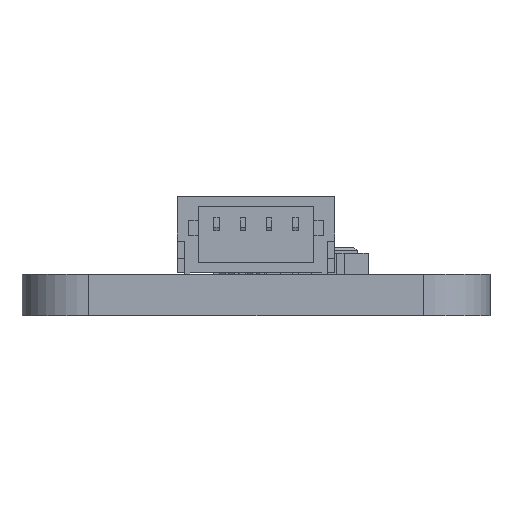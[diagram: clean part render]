
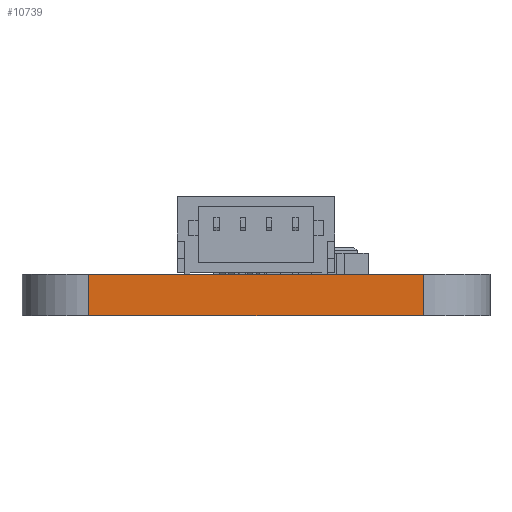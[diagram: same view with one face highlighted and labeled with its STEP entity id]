
A CAD part, left-side view. The second image highlights one B-rep face of the part: STEP entity #10739.
In plain terms, the highlighted planar face has unit normal (-1, 0, 0).
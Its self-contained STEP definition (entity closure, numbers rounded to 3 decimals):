
#222=PLANE('',#11516);
#746=FACE_OUTER_BOUND('',#1303,.T.);
#1303=EDGE_LOOP('',(#7414,#7415,#7416,#7417));
#1981=LINE('',#15278,#3287);
#1982=LINE('',#15281,#3288);
#1983=LINE('',#15283,#3289);
#1984=LINE('',#15284,#3290);
#3287=VECTOR('',#12518,10.);
#3288=VECTOR('',#12521,10.);
#3289=VECTOR('',#12522,10.);
#3290=VECTOR('',#12523,10.);
#4822=VERTEX_POINT('',#15274);
#4823=VERTEX_POINT('',#15276);
#4824=VERTEX_POINT('',#15280);
#4825=VERTEX_POINT('',#15282);
#5865=EDGE_CURVE('',#4822,#4823,#1981,.T.);
#5866=EDGE_CURVE('',#4824,#4822,#1982,.T.);
#5867=EDGE_CURVE('',#4825,#4823,#1983,.T.);
#5868=EDGE_CURVE('',#4824,#4825,#1984,.T.);
#7414=ORIENTED_EDGE('',*,*,#5866,.T.);
#7415=ORIENTED_EDGE('',*,*,#5865,.T.);
#7416=ORIENTED_EDGE('',*,*,#5867,.F.);
#7417=ORIENTED_EDGE('',*,*,#5868,.F.);
#10739=ADVANCED_FACE('',(#746),#222,.T.);
#11516=AXIS2_PLACEMENT_3D('',#15279,#12519,#12520);
#12518=DIRECTION('',(0.,0.,1.));
#12519=DIRECTION('center_axis',(-1.,0.,0.));
#12520=DIRECTION('ref_axis',(0.,-1.,0.));
#12521=DIRECTION('',(0.,-1.,0.));
#12522=DIRECTION('',(0.,-1.,0.));
#12523=DIRECTION('',(0.,0.,1.));
#15274=CARTESIAN_POINT('',(0.,2.54,0.));
#15276=CARTESIAN_POINT('',(0.,2.54,1.57));
#15278=CARTESIAN_POINT('',(0.,2.54,0.));
#15279=CARTESIAN_POINT('Origin',(0.,15.24,0.));
#15280=CARTESIAN_POINT('',(0.,15.24,0.));
#15281=CARTESIAN_POINT('',(0.,15.24,0.));
#15282=CARTESIAN_POINT('',(0.,15.24,1.57));
#15283=CARTESIAN_POINT('',(0.,15.24,1.57));
#15284=CARTESIAN_POINT('',(0.,15.24,0.));
